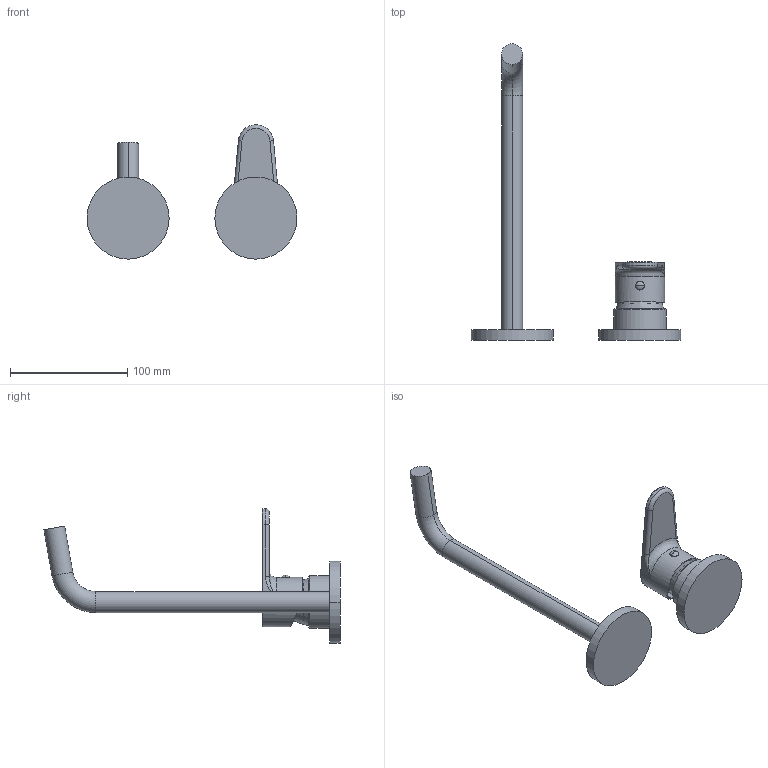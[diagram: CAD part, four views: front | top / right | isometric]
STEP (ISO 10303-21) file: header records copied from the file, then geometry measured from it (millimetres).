
FILE_DESCRIPTION((''),'2;1');
FILE_NAME('GR103CR70','2021-01-14T12:58:38',('ut3'),('PAFFONI SpA'),'CREO PARAMETRIC BY PTC INC, 2020044','CREO PARAMETRIC BY PTC INC, 2020044','');
FILE_SCHEMA(('CONFIG_CONTROL_DESIGN','SHAPE_APPEARANCE_LAYERS_GROUPS'));
Length unit declared in the file: millimetre
Products named in the file (1): GR103CR70
Bounding box: 179 x 252.58 x 114.44 mm (x, y, z)
Volume: 178981.2 mm3; surface area: 65228.4 mm2
Topology: 3 solids, 3 shells, 303 faces, 811 edges, 536 vertices
Faces by surface type: plane 187, cylinder 77, cone 19, torus 14, bspline 4, sphere 2
Entity records: 12191 total; most frequent: CARTESIAN_POINT 2290, ORIENTED_EDGE 1618, DIRECTION 1595, EDGE_CURVE 809, VERTEX_POINT 536, AXIS2_PLACEMENT_3D 532, VECTOR 531, LINE 531
